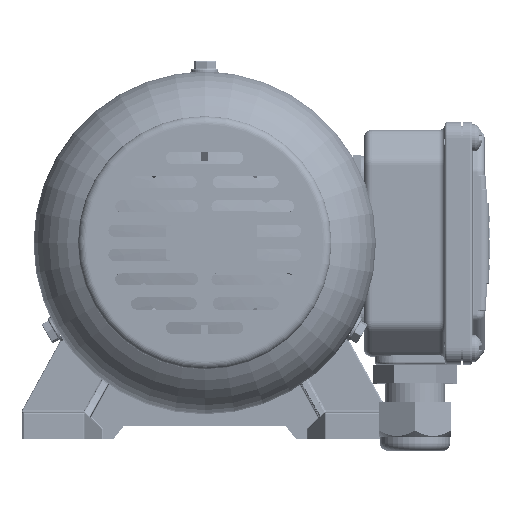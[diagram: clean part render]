
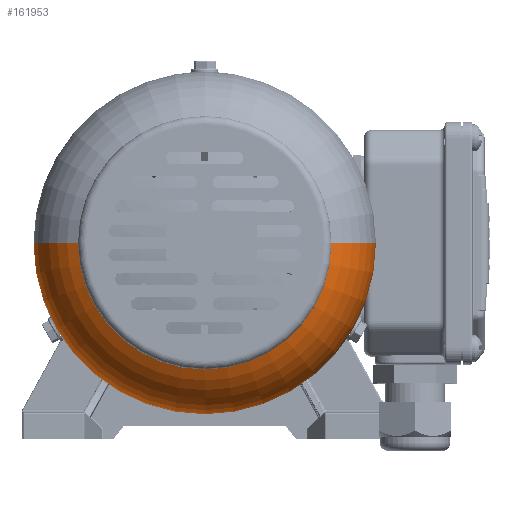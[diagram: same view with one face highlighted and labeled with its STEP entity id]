
A CAD part, top view. The second image highlights one B-rep face of the part: STEP entity #161953.
In plain terms, the highlighted toroidal (fillet/blend) face has major radius 33.5 mm and minor radius 30 mm.
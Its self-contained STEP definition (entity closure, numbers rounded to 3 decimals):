
#19206 = CARTESIAN_POINT ( 'NONE',  ( 24.946, -52.663, 218.541 ) ) ;
#19208 = DIRECTION ( 'NONE',  ( 0., 0., 1. ) ) ;
#19210 = DIRECTION ( 'NONE',  ( -1., 0., 0. ) ) ;
#22215 = CARTESIAN_POINT ( 'NONE',  ( -8.554, -52.663, 191.75 ) ) ;
#22216 = DIRECTION ( 'NONE',  ( 0., 1., 0. ) ) ;
#22218 = DIRECTION ( 'NONE',  ( -1., 0., 0. ) ) ;
#22230 = CARTESIAN_POINT ( 'NONE',  ( 58.446, -52.663, 191.75 ) ) ;
#22231 = DIRECTION ( 'NONE',  ( 0., -1., 0. ) ) ;
#22233 = DIRECTION ( 'NONE',  ( 0., 0., -1. ) ) ;
#23002 = CARTESIAN_POINT ( 'NONE',  ( 24.946, -52.663, 191.75 ) ) ;
#23005 = DIRECTION ( 'NONE',  ( 0., 0., -1. ) ) ;
#23007 = DIRECTION ( 'NONE',  ( 1., 0., 0. ) ) ;
#29285 = CIRCLE ( 'NONE', #40979, 30. ) ;
#29292 = CIRCLE ( 'NONE', #40982, 30. ) ;
#29343 = CIRCLE ( 'NONE', #41013, 63.5 ) ;
#29406 = CIRCLE ( 'NONE', #41033, 47. ) ;
#34186 = DIRECTION ( 'NONE',  ( 0., 0., 1. ) ) ;
#34188 = CARTESIAN_POINT ( 'NONE',  ( 24.946, -52.663, 191.75 ) ) ;
#34191 = DIRECTION ( 'NONE',  ( 1., 0., 0. ) ) ;
#40979 = AXIS2_PLACEMENT_3D ( 'NONE', #22215, #22216, #22218 ) ;
#40982 = AXIS2_PLACEMENT_3D ( 'NONE', #22230, #22231, #22233 ) ;
#41013 = AXIS2_PLACEMENT_3D ( 'NONE', #23002, #23005, #23007 ) ;
#41033 = AXIS2_PLACEMENT_3D ( 'NONE', #19206, #19208, #19210 ) ;
#44814 = TOROIDAL_SURFACE ( 'NONE', #96803, 33.5, 30. ) ;
#44821 = FACE_OUTER_BOUND ( 'NONE', #145996, .T. ) ;
#74495 = CARTESIAN_POINT ( 'NONE',  ( 71.946, -52.663, 218.541 ) ) ;
#76367 = CARTESIAN_POINT ( 'NONE',  ( 88.446, -52.663, 191.75 ) ) ;
#76413 = CARTESIAN_POINT ( 'NONE',  ( -38.554, -52.663, 191.75 ) ) ;
#76608 = CARTESIAN_POINT ( 'NONE',  ( -22.054, -52.663, 218.541 ) ) ;
#96803 = AXIS2_PLACEMENT_3D ( 'NONE', #34188, #34186, #34191 ) ;
#129414 = VERTEX_POINT ( 'NONE', #76367 ) ;
#129552 = VERTEX_POINT ( 'NONE', #76413 ) ;
#130137 = VERTEX_POINT ( 'NONE', #76608 ) ;
#130843 = VERTEX_POINT ( 'NONE', #74495 ) ;
#145996 = EDGE_LOOP ( 'NONE', ( #153049, #153050, #153052, #153054 ) ) ;
#153049 = ORIENTED_EDGE ( 'NONE', *, *, #159302, .F. ) ;
#153050 = ORIENTED_EDGE ( 'NONE', *, *, #159341, .F. ) ;
#153052 = ORIENTED_EDGE ( 'NONE', *, *, #159304, .T. ) ;
#153054 = ORIENTED_EDGE ( 'NONE', *, *, #159369, .F. ) ;
#159302 = EDGE_CURVE ( 'NONE', #129552, #130137, #29285, .T. ) ;
#159304 = EDGE_CURVE ( 'NONE', #129414, #130843, #29292, .T. ) ;
#159341 = EDGE_CURVE ( 'NONE', #129414, #129552, #29343, .T. ) ;
#159369 = EDGE_CURVE ( 'NONE', #130137, #130843, #29406, .T. ) ;
#161953 = ADVANCED_FACE ( 'NONE', ( #44821 ), #44814, .T. ) ;
